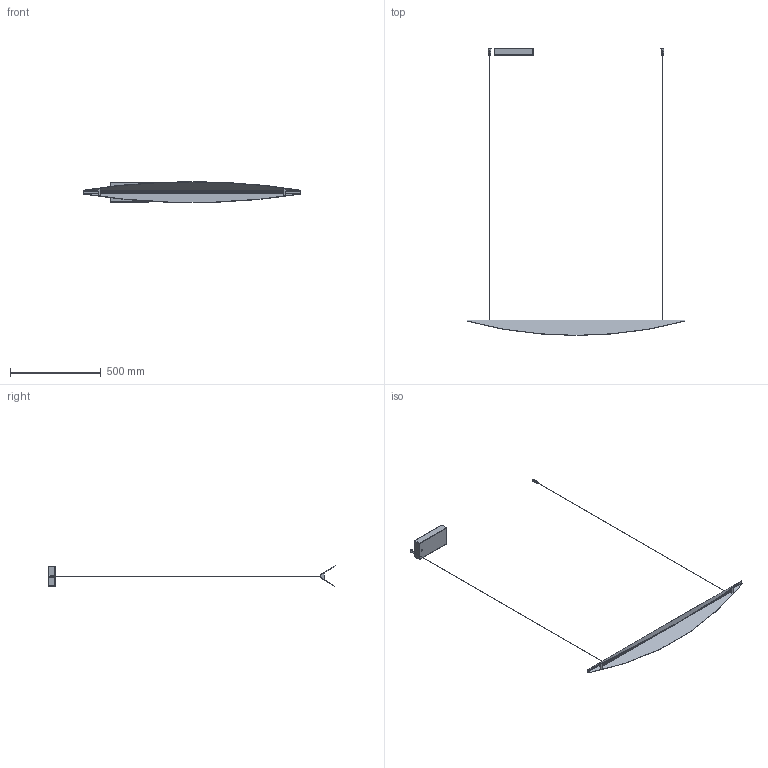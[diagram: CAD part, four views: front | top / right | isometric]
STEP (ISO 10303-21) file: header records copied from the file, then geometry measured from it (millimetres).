
FILE_DESCRIPTION (( 'STEP AP203' ), '1' );
FILE_NAME ('05001 ALBA 120 sospensione.STEP', '2022-10-28T09:42:46', ( '' ), ( '' ), 'SwSTEP 2.0', 'SolidWorks 2022', '' );
FILE_SCHEMA (( 'CONFIG_CONTROL_DESIGN' ));
Length unit declared in the file: millimetre
Products named in the file (13): MMNT079_Con finalino blocco; ELED215_corto x 120; SLMR255; ELED215_lungo x 120; MMNT080; ELED163_piccola 120; saliscendi; fune acciaio_cavo 1,2 1500; MLMR255; 05001 ALBA 120 sospensione; EPFA101; led 120_semplificata x 3D; MSCT100_DefaultSviluppo
Assembly tree (15 placements, depth 3):
  05001 ALBA 120 sospensione
    SLMR255
      MLMR255
    EPFA101  x2
    led 120_semplificata x 3D
      ELED215_corto x 120
      ELED215_lungo x 120
      ELED163_piccola 120
    fune acciaio_cavo 1,2 1500  x2
    MSCT100_DefaultSviluppo
    saliscendi  x2
      MMNT079_Con finalino blocco
      MMNT080
Bounding box: 1200 x 1582.2 x 114.51 mm (x, y, z)
Volume: 472529.1 mm3; surface area: 543496.6 mm2
Topology: 13 solids, 13 shells, 314 faces, 762 edges, 484 vertices
Faces by surface type: cylinder 139, plane 139, bspline 20, torus 8, cone 8
Entity records: 9827 total; most frequent: CARTESIAN_POINT 2048, DIRECTION 1338, ORIENTED_EDGE 1296, EDGE_CURVE 648, AXIS2_PLACEMENT_3D 474, VERTEX_POINT 412, LINE 390, VECTOR 390
